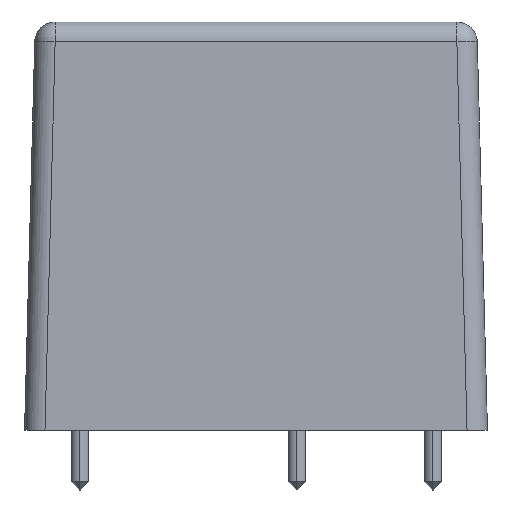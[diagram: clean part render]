
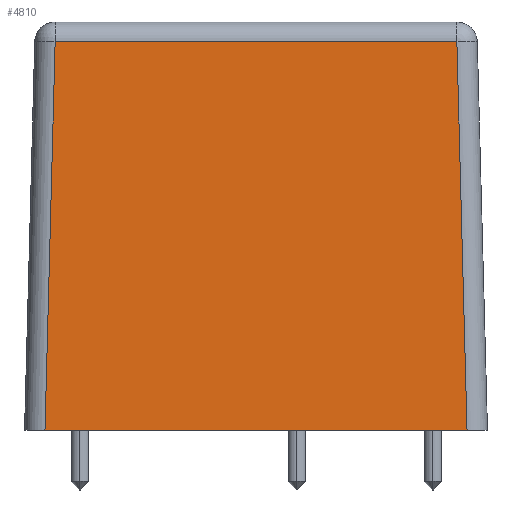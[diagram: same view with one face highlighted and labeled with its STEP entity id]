
A CAD part, left-side view. The second image highlights one B-rep face of the part: STEP entity #4810.
In plain terms, the highlighted planar face has unit normal (-1, 0, 0.026).
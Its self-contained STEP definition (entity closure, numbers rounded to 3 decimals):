
#2260=CARTESIAN_POINT('',(1.884,48.966,
22.831));
#2270=VERTEX_POINT('',#2260);
#2300=CARTESIAN_POINT('',(1.884,0.,22.831));
#2310=DIRECTION('',(0.,-1.,0.));
#2320=VECTOR('',#2310,1.);
#2330=LINE('',#2300,#2320);
#2340=CARTESIAN_POINT('',(1.884,72.571,
22.831));
#2350=VERTEX_POINT('',#2340);
#2360=EDGE_CURVE('',#2350,#2270,#2330,.T.);
#4510=CARTESIAN_POINT('',(1.286,47.268,0.));
#4520=DIRECTION('',(-1.,0.,0.026));
#4530=DIRECTION('',(0.,1.,0.));
#4540=AXIS2_PLACEMENT_3D('',#4510,#4520,#4530);
#4550=PLANE('',#4540);
#4560=ORIENTED_EDGE('',*,*,#2360,.F.);
#4570=CARTESIAN_POINT('',(1.287,48.369,
0.031));
#4580=DIRECTION('',(-0.026,-0.026,
-0.999));
#4590=VECTOR('',#4580,1.);
#4600=LINE('',#4570,#4590);
#4610=CARTESIAN_POINT('',(1.286,48.368,
0.));
#4620=VERTEX_POINT('',#4610);
#4630=EDGE_CURVE('',#2270,#4620,#4600,.T.);
#4640=ORIENTED_EDGE('',*,*,#4630,.F.);
#4650=CARTESIAN_POINT('',(1.286,0.,0.));
#4660=DIRECTION('',(0.,-1.,0.));
#4670=VECTOR('',#4660,1.);
#4680=LINE('',#4650,#4670);
#4690=CARTESIAN_POINT('',(1.286,73.169,
0.));
#4700=VERTEX_POINT('',#4690);
#4710=EDGE_CURVE('',#4700,#4620,#4680,.T.);
#4720=ORIENTED_EDGE('',*,*,#4710,.T.);
#4730=CARTESIAN_POINT('',(1.287,73.168,
0.031));
#4740=DIRECTION('',(0.026,-0.026,
0.999));
#4750=VECTOR('',#4740,1.);
#4760=LINE('',#4730,#4750);
#4770=EDGE_CURVE('',#4700,#2350,#4760,.T.);
#4780=ORIENTED_EDGE('',*,*,#4770,.F.);
#4790=EDGE_LOOP('',(#4780,#4720,#4640,#4560));
#4800=FACE_OUTER_BOUND('',#4790,.T.);
#4810=ADVANCED_FACE('',(#4800),#4550,.T.);
